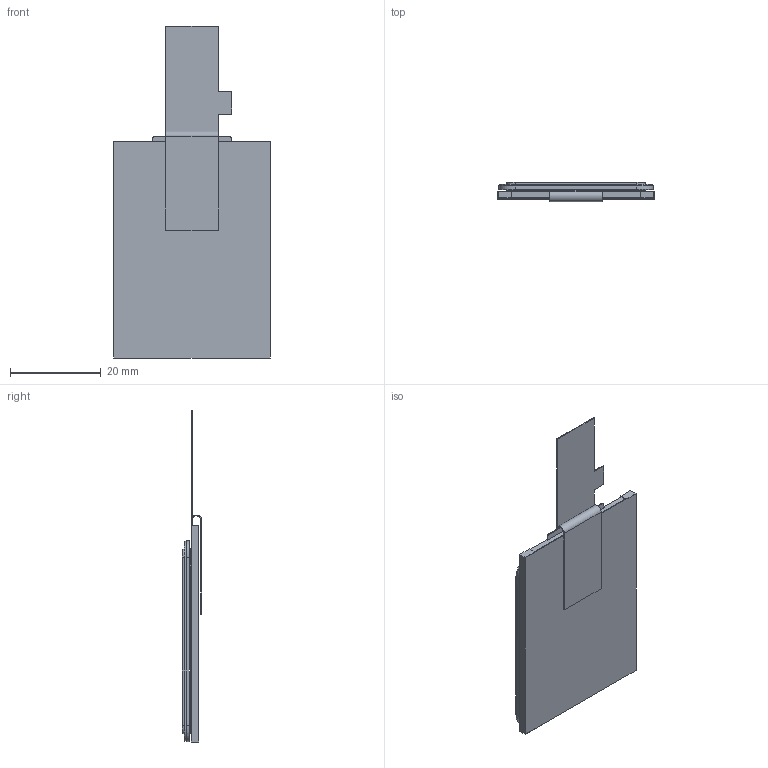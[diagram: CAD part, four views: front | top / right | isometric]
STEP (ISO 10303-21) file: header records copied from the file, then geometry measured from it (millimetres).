
FILE_DESCRIPTION(/* description */ (''),/* implementation_level */ '2;1');
FILE_NAME(/* name */ 'FD-KL-ASM-FG-DISPLAY-LCD-IPS-2-INCH.stp',/* time_stamp */ '2022-07-26T16:37:37-04:00',/* author */ (''),/* organization */ (''),/* preprocessor_version */ 'ST-DEVELOPER v16',/* originating_system */ 'SIEMENS PLM Software NX 11.0',/* authorisation */ '');
FILE_SCHEMA (('AUTOMOTIVE_DESIGN { 1 0 10303 214 3 1 1 1 }'));
Length unit declared in the file: millimetre
Products named in the file (1): andy6134C07En9ok
Bounding box: 34.6 x 4.33 x 73.25 mm (x, y, z)
Volume: 5264.6 mm3; surface area: 14824.1 mm2
Topology: 7 solids, 7 shells, 99 faces, 252 edges, 168 vertices
Faces by surface type: plane 77, extrusion 8, bspline 8, cylinder 6
Entity records: 4066 total; most frequent: CARTESIAN_POINT 1656, ORIENTED_EDGE 504, DIRECTION 408, EDGE_CURVE 252, VECTOR 216, LINE 208, VERTEX_POINT 168, EDGE_LOOP 102
